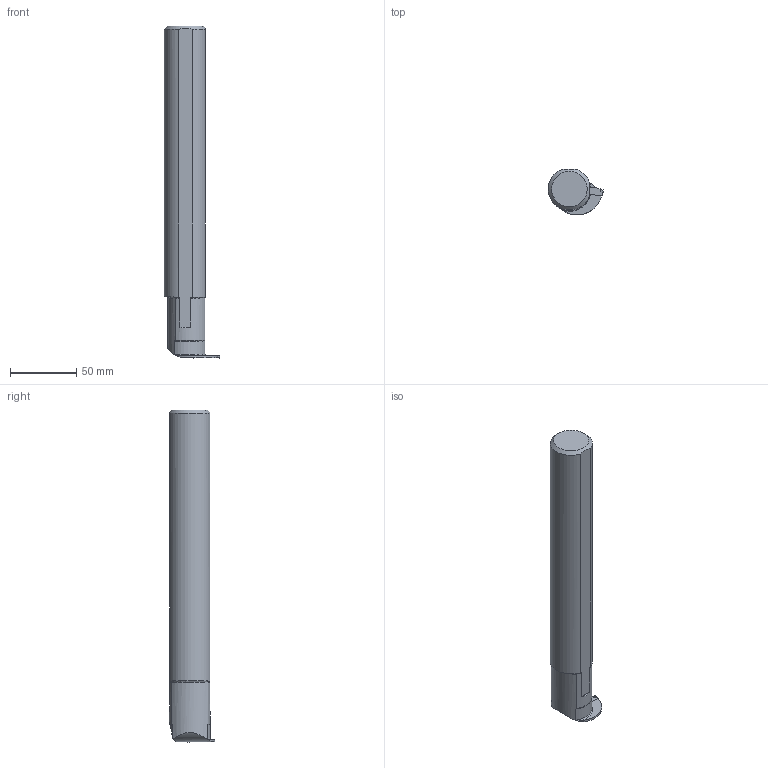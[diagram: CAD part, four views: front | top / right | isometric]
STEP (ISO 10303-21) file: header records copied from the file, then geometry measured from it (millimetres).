
FILE_DESCRIPTION(/* description */ (''),/* implementation_level */ '2;1');
FILE_NAME(/* name */ 'TOOLASSEMBLY_1.STP',/* time_stamp */ '2024-07-03T13:57:52+02:00',/* author */ (''),/* organization */ ('SMS'),/* preprocessor_version */ 'ST-DEVELOPER v16.7',/* originating_system */ 'SIEMENS PLM Software NX 12.0',/* authorisation */ '');
FILE_SCHEMA (('AUTOMOTIVE_DESIGN { 1 0 10303 214 3 1 1 1 }'));
Length unit declared in the file: millimetre
Products named in the file (4): ASSEMBLY_CONSTRUCTION; CUT_20240703135536; NOCUT_20240703135446; TOOLASSEMBLY_1
Assembly tree (3 placements, depth 2):
  TOOLASSEMBLY_1
    NOCUT_20240703135446
    CUT_20240703135536
    ASSEMBLY_CONSTRUCTION
Bounding box: 41.57 x 34.55 x 250 mm (x, y, z)
Volume: 188610.9 mm3; surface area: 26443.2 mm2
Topology: 2 solids, 2 shells, 117 faces, 306 edges, 197 vertices
Faces by surface type: plane 44, bspline 32, cylinder 30, torus 10, cone 1
Entity records: 4710 total; most frequent: CARTESIAN_POINT 1975, ORIENTED_EDGE 606, DIRECTION 470, EDGE_CURVE 303, VERTEX_POINT 191, AXIS2_PLACEMENT_3D 171, LINE 128, VECTOR 128
